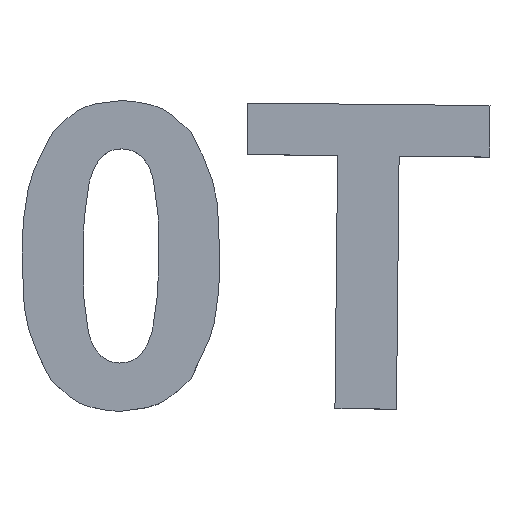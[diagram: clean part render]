
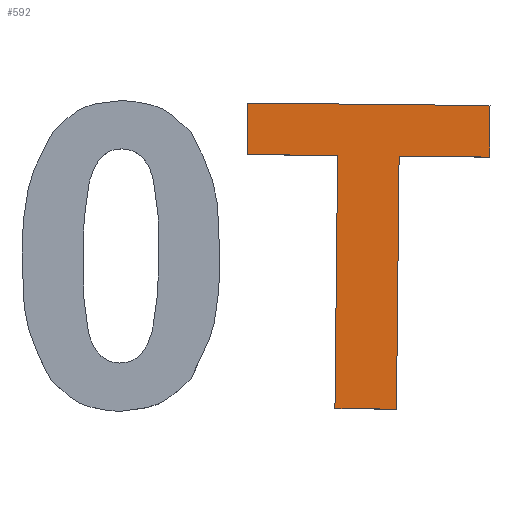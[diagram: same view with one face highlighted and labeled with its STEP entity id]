
A CAD part, top view. The second image highlights one B-rep face of the part: STEP entity #592.
In plain terms, the highlighted planar face has unit normal (0, 0, 1).
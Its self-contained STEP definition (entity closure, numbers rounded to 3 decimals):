
#38=PLANE('',#620);
#70=FACE_OUTER_BOUND('',#104,.T.);
#104=EDGE_LOOP('',(#533,#534,#535,#536,#537,#538,#539,#540));
#127=LINE('',#1170,#171);
#130=LINE('',#1176,#174);
#133=LINE('',#1182,#177);
#136=LINE('',#1188,#180);
#139=LINE('',#1194,#183);
#142=LINE('',#1200,#186);
#145=LINE('',#1206,#189);
#148=LINE('',#1210,#192);
#171=VECTOR('',#655,10.);
#174=VECTOR('',#660,10.);
#177=VECTOR('',#665,10.);
#180=VECTOR('',#670,10.);
#183=VECTOR('',#675,10.);
#186=VECTOR('',#680,10.);
#189=VECTOR('',#685,10.);
#192=VECTOR('',#690,10.);
#275=VERTEX_POINT('',#1167);
#276=VERTEX_POINT('',#1169);
#278=VERTEX_POINT('',#1175);
#280=VERTEX_POINT('',#1181);
#282=VERTEX_POINT('',#1187);
#284=VERTEX_POINT('',#1193);
#286=VERTEX_POINT('',#1199);
#288=VERTEX_POINT('',#1205);
#351=EDGE_CURVE('',#276,#275,#127,.T.);
#354=EDGE_CURVE('',#278,#276,#130,.T.);
#357=EDGE_CURVE('',#280,#278,#133,.T.);
#360=EDGE_CURVE('',#282,#280,#136,.T.);
#363=EDGE_CURVE('',#284,#282,#139,.T.);
#366=EDGE_CURVE('',#286,#284,#142,.T.);
#369=EDGE_CURVE('',#288,#286,#145,.T.);
#372=EDGE_CURVE('',#275,#288,#148,.T.);
#533=ORIENTED_EDGE('',*,*,#372,.T.);
#534=ORIENTED_EDGE('',*,*,#369,.T.);
#535=ORIENTED_EDGE('',*,*,#366,.T.);
#536=ORIENTED_EDGE('',*,*,#363,.T.);
#537=ORIENTED_EDGE('',*,*,#360,.T.);
#538=ORIENTED_EDGE('',*,*,#357,.T.);
#539=ORIENTED_EDGE('',*,*,#354,.T.);
#540=ORIENTED_EDGE('',*,*,#351,.T.);
#592=ADVANCED_FACE('',(#70),#38,.T.);
#620=AXIS2_PLACEMENT_3D('',#1212,#693,#694);
#655=DIRECTION('',(-0.01,-1.,0.));
#660=DIRECTION('',(1.,-0.01,0.));
#665=DIRECTION('',(-0.01,-1.,0.));
#670=DIRECTION('',(-1.,0.01,0.));
#675=DIRECTION('',(0.01,1.,0.));
#680=DIRECTION('',(1.,-0.01,0.));
#685=DIRECTION('',(0.01,1.,0.));
#690=DIRECTION('',(1.,-0.01,0.));
#693=DIRECTION('center_axis',(0.,0.,1.));
#694=DIRECTION('ref_axis',(1.,0.,0.));
#1167=CARTESIAN_POINT('',(283.699,11.755,-22.64));
#1169=CARTESIAN_POINT('',(283.769,18.402,-22.64));
#1170=CARTESIAN_POINT('',(283.769,18.402,-22.64));
#1175=CARTESIAN_POINT('',(281.401,18.427,-22.64));
#1176=CARTESIAN_POINT('',(281.401,18.427,-22.64));
#1181=CARTESIAN_POINT('',(281.415,19.78,-22.64));
#1182=CARTESIAN_POINT('',(281.415,19.78,-22.64));
#1187=CARTESIAN_POINT('',(287.772,19.713,-22.64));
#1188=CARTESIAN_POINT('',(287.772,19.713,-22.64));
#1193=CARTESIAN_POINT('',(287.758,18.36,-22.64));
#1194=CARTESIAN_POINT('',(287.758,18.36,-22.64));
#1199=CARTESIAN_POINT('',(285.384,18.385,-22.64));
#1200=CARTESIAN_POINT('',(285.384,18.385,-22.64));
#1205=CARTESIAN_POINT('',(285.314,11.739,-22.64));
#1206=CARTESIAN_POINT('',(285.314,11.739,-22.64));
#1210=CARTESIAN_POINT('',(283.699,11.755,-22.64));
#1212=CARTESIAN_POINT('Origin',(281.61,15.793,-22.64));
